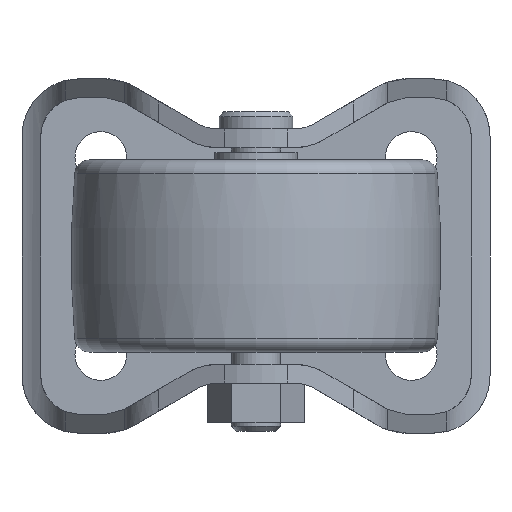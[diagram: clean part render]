
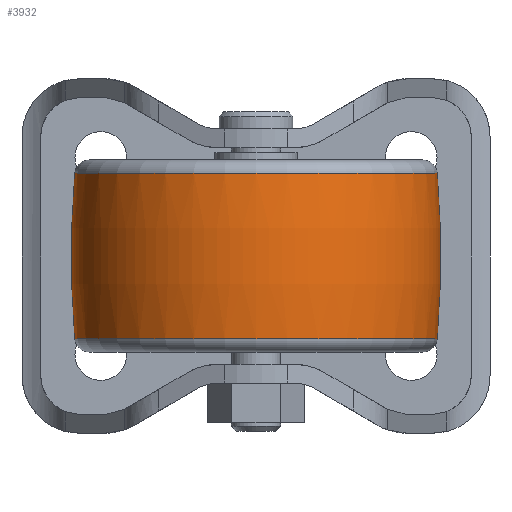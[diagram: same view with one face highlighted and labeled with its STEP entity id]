
A CAD part, front view. The second image highlights one B-rep face of the part: STEP entity #3932.
In plain terms, the highlighted toroidal (fillet/blend) face has major radius 162.5 mm and minor radius 200 mm.
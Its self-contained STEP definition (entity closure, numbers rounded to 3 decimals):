
#415 = DIRECTION ( 'NONE',  ( 1., 0., 0. ) ) ;
#419 = DIRECTION ( 'NONE',  ( 0., 0., 1. ) ) ;
#505 = CARTESIAN_POINT ( 'NONE',  ( -36.797, -70.5, 16.751 ) ) ;
#506 = CARTESIAN_POINT ( 'NONE',  ( 0., -70.5, 16.751 ) ) ;
#573 = DIRECTION ( 'NONE',  ( 0., 1., 0. ) ) ;
#581 = DIRECTION ( 'NONE',  ( -1., 0., 0. ) ) ;
#627 = CARTESIAN_POINT ( 'NONE',  ( 0., -70.5, -16.751 ) ) ;
#634 = DIRECTION ( 'NONE',  ( 0., 0., 1. ) ) ;
#662 = CARTESIAN_POINT ( 'NONE',  ( 162.5, -70.5, 0. ) ) ;
#674 = DIRECTION ( 'NONE',  ( 1., 0., 0. ) ) ;
#776 = CARTESIAN_POINT ( 'NONE',  ( -36.797, -70.5, -16.751 ) ) ;
#836 = CARTESIAN_POINT ( 'NONE',  ( 36.797, -70.5, -16.751 ) ) ;
#883 = CARTESIAN_POINT ( 'NONE',  ( 36.797, -70.5, 16.751 ) ) ;
#902 = CARTESIAN_POINT ( 'NONE',  ( 0., -70.5, 0. ) ) ;
#939 = DIRECTION ( 'NONE',  ( 0., 0., 1. ) ) ;
#940 = DIRECTION ( 'NONE',  ( 1., 0., 0. ) ) ;
#1889 = EDGE_CURVE ( 'NONE', #3354, #3374, #3817, .T. ) ;
#2019 = EDGE_CURVE ( 'NONE', #3181, #3374, #2594, .T. ) ;
#2079 = EDGE_CURVE ( 'NONE', #3217, #3354, #2463, .T. ) ;
#2083 = EDGE_CURVE ( 'NONE', #3217, #3181, #2459, .T. ) ;
#2459 = CIRCLE ( 'NONE', #2517, 200. ) ;
#2463 = CIRCLE ( 'NONE', #2490, 36.797 ) ;
#2472 = AXIS2_PLACEMENT_3D ( 'NONE', #902, #939, #940 ) ;
#2490 = AXIS2_PLACEMENT_3D ( 'NONE', #627, #634, #674 ) ;
#2515 = TOROIDAL_SURFACE ( 'NONE', #2472, -162.5, 200. ) ;
#2517 = AXIS2_PLACEMENT_3D ( 'NONE', #662, #573, #581 ) ;
#2594 = CIRCLE ( 'NONE', #2669, 36.797 ) ;
#2669 = AXIS2_PLACEMENT_3D ( 'NONE', #506, #419, #415 ) ;
#3082 = DIRECTION ( 'NONE',  ( 0., -1., 0. ) ) ;
#3104 = CARTESIAN_POINT ( 'NONE',  ( -162.5, -70.5, 0. ) ) ;
#3132 = DIRECTION ( 'NONE',  ( 0., 0., -1. ) ) ;
#3181 = VERTEX_POINT ( 'NONE', #505 ) ;
#3217 = VERTEX_POINT ( 'NONE', #776 ) ;
#3354 = VERTEX_POINT ( 'NONE', #836 ) ;
#3374 = VERTEX_POINT ( 'NONE', #883 ) ;
#3697 = AXIS2_PLACEMENT_3D ( 'NONE', #3104, #3082, #3132 ) ;
#3817 = CIRCLE ( 'NONE', #3697, 200. ) ;
#3932 = ADVANCED_FACE ( 'NONE', ( #4200 ), #2515, .T. ) ;
#4200 = FACE_OUTER_BOUND ( 'NONE', #4362, .T. ) ;
#4346 = ORIENTED_EDGE ( 'NONE', *, *, #2079, .T. ) ;
#4362 = EDGE_LOOP ( 'NONE', ( #4427, #4346, #4437, #4363 ) ) ;
#4363 = ORIENTED_EDGE ( 'NONE', *, *, #2019, .F. ) ;
#4427 = ORIENTED_EDGE ( 'NONE', *, *, #2083, .F. ) ;
#4437 = ORIENTED_EDGE ( 'NONE', *, *, #1889, .T. ) ;
